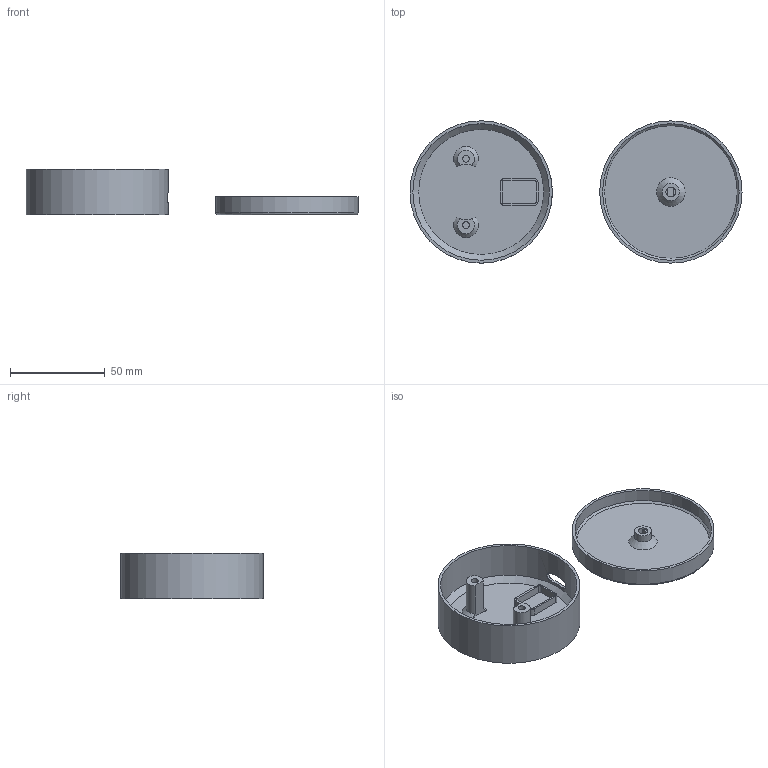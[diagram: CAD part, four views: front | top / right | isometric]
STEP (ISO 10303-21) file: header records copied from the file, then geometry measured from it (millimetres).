
FILE_DESCRIPTION(/* description */ (''),/* implementation_level */ '2;1');
FILE_NAME(/* name */ 'Mini_Turn_Table.step',/* time_stamp */ '2023-12-16T17:05:28+09:00',/* author */ (''),/* organization */ (''),/* preprocessor_version */ 'ST-DEVELOPER v20',/* originating_system */ 'Autodesk Translation Framework v12.14.0.127',/* authorisation */ '');
FILE_SCHEMA (('AUTOMOTIVE_DESIGN { 1 0 10303 214 3 1 1 }'));
Length unit declared in the file: millimetre
Products named in the file (1): Mini_Turn_Table_KAWAZU_VERSION v2
Bounding box: 175 x 75 x 24 mm (x, y, z)
Volume: 31609.8 mm3; surface area: 33868 mm2
Topology: 2 solids, 2 shells, 56 faces, 122 edges, 80 vertices
Faces by surface type: plane 28, cylinder 22, cone 5, torus 1
Full cylindrical faces by diameter (mm): 3.6 x2, 5.2 x1, 9 x1, 72 x2, 75 x2
Entity records: 1655 total; most frequent: CARTESIAN_POINT 349, DIRECTION 283, ORIENTED_EDGE 244, EDGE_CURVE 122, AXIS2_PLACEMENT_3D 112, VERTEX_POINT 80, EDGE_LOOP 68, LINE 59
